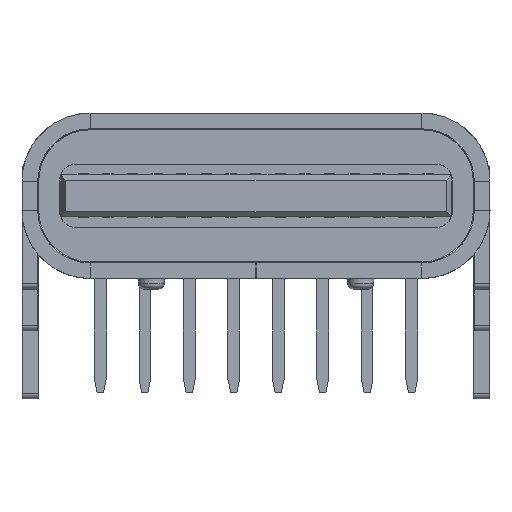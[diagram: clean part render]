
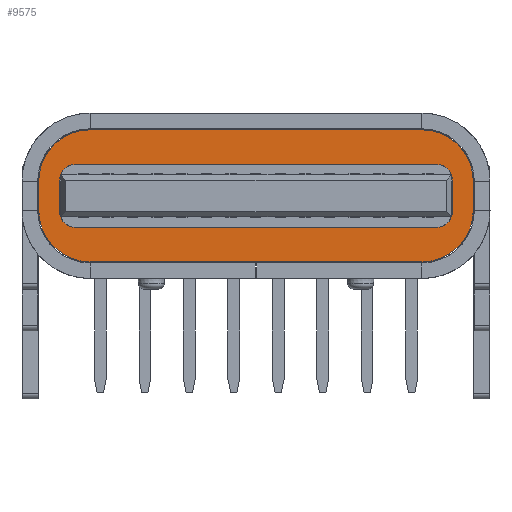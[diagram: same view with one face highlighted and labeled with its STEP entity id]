
A CAD part, front view. The second image highlights one B-rep face of the part: STEP entity #9575.
In plain terms, the highlighted planar face has unit normal (0, -1, 0).
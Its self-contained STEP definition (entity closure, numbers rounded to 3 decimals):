
#44 = CIRCLE ( 'NONE', #19003, 0.3 ) ;
#479 = ORIENTED_EDGE ( 'NONE', *, *, #8381, .F. ) ;
#1146 = VECTOR ( 'NONE', #3449, 1000. ) ;
#1230 = AXIS2_PLACEMENT_3D ( 'NONE', #16304, #5975, #9062 ) ;
#1322 = CARTESIAN_POINT ( 'NONE',  ( -3.45, 1.585, 2.08 ) ) ;
#1555 = PLANE ( 'NONE',  #1230 ) ;
#1727 = DIRECTION ( 'NONE',  ( 0., 0., 1. ) ) ;
#1876 = CARTESIAN_POINT ( 'NONE',  ( 3.17, 1.585, 3.04 ) ) ;
#1908 = DIRECTION ( 'NONE',  ( 0., 0., 1. ) ) ;
#2165 = CARTESIAN_POINT ( 'NONE',  ( 3.17, 1.585, 1.5 ) ) ;
#2223 = LINE ( 'NONE', #25496, #30514 ) ;
#2254 = AXIS2_PLACEMENT_3D ( 'NONE', #1322, #11168, #9160 ) ;
#2850 = EDGE_CURVE ( 'NONE', #28252, #6962, #44, .T. ) ;
#3237 = EDGE_CURVE ( 'NONE', #24807, #15999, #15807, .T. ) ;
#3449 = DIRECTION ( 'NONE',  ( -1., 0., 0. ) ) ;
#3454 = VECTOR ( 'NONE', #31337, 1000. ) ;
#3578 = CARTESIAN_POINT ( 'NONE',  ( -0.01, 1.585, 0.52 ) ) ;
#4176 = EDGE_CURVE ( 'NONE', #10073, #4243, #28659, .T. ) ;
#4243 = VERTEX_POINT ( 'NONE', #16754 ) ;
#4913 = ORIENTED_EDGE ( 'NONE', *, *, #12441, .F. ) ;
#5110 = ORIENTED_EDGE ( 'NONE', *, *, #3237, .F. ) ;
#5418 = VERTEX_POINT ( 'NONE', #19566 ) ;
#5673 = DIRECTION ( 'NONE',  ( 0., 1., 0. ) ) ;
#5760 = VERTEX_POINT ( 'NONE', #14949 ) ;
#5975 = DIRECTION ( 'NONE',  ( 0., 1., 0. ) ) ;
#6548 = EDGE_CURVE ( 'NONE', #12746, #28022, #25685, .T. ) ;
#6962 = VERTEX_POINT ( 'NONE', #24119 ) ;
#7539 = DIRECTION ( 'NONE',  ( 0., 1., 0. ) ) ;
#7696 = CARTESIAN_POINT ( 'NONE',  ( -3.45, 1.585, 1.48 ) ) ;
#7707 = DIRECTION ( 'NONE',  ( 0., 0., 1. ) ) ;
#8203 = ORIENTED_EDGE ( 'NONE', *, *, #6548, .F. ) ;
#8381 = EDGE_CURVE ( 'NONE', #11175, #10073, #29270, .T. ) ;
#8671 = EDGE_CURVE ( 'NONE', #9344, #28252, #32628, .T. ) ;
#9062 = DIRECTION ( 'NONE',  ( 0., 0., 1. ) ) ;
#9160 = DIRECTION ( 'NONE',  ( 0., 0., 1. ) ) ;
#9234 = CARTESIAN_POINT ( 'NONE',  ( -3.45, 1.585, 2.38 ) ) ;
#9257 = AXIS2_PLACEMENT_3D ( 'NONE', #2165, #30479, #17924 ) ;
#9344 = VERTEX_POINT ( 'NONE', #12520 ) ;
#9575 = ADVANCED_FACE ( 'NONE', ( #24181, #22032 ), #1555, .F. ) ;
#10073 = VERTEX_POINT ( 'NONE', #33307 ) ;
#10122 = VECTOR ( 'NONE', #26628, 1000. ) ;
#10506 = CARTESIAN_POINT ( 'NONE',  ( 3.45, 1.585, 1.18 ) ) ;
#10521 = ORIENTED_EDGE ( 'NONE', *, *, #31977, .F. ) ;
#10727 = CARTESIAN_POINT ( 'NONE',  ( -3.17, 1.585, 2.06 ) ) ;
#11168 = DIRECTION ( 'NONE',  ( 0., -1., 0. ) ) ;
#11175 = VERTEX_POINT ( 'NONE', #1876 ) ;
#11278 = EDGE_LOOP ( 'NONE', ( #30477, #25387, #29831, #479, #4913, #8203, #24381, #10521 ) ) ;
#11290 = CARTESIAN_POINT ( 'NONE',  ( 3.75, 1.585, 2.08 ) ) ;
#11613 = VERTEX_POINT ( 'NONE', #11290 ) ;
#11616 = ORIENTED_EDGE ( 'NONE', *, *, #25034, .F. ) ;
#11843 = EDGE_CURVE ( 'NONE', #21386, #24807, #26532, .T. ) ;
#11943 = LINE ( 'NONE', #29925, #28661 ) ;
#12253 = DIRECTION ( 'NONE',  ( 1., 0., 0. ) ) ;
#12276 = VERTEX_POINT ( 'NONE', #18573 ) ;
#12341 = VERTEX_POINT ( 'NONE', #21593 ) ;
#12441 = EDGE_CURVE ( 'NONE', #28022, #11175, #11943, .T. ) ;
#12520 = CARTESIAN_POINT ( 'NONE',  ( -3.45, 1.585, 1.18 ) ) ;
#12746 = VERTEX_POINT ( 'NONE', #21548 ) ;
#13181 = AXIS2_PLACEMENT_3D ( 'NONE', #21059, #5673, #25884 ) ;
#13242 = LINE ( 'NONE', #3578, #17172 ) ;
#13373 = CARTESIAN_POINT ( 'NONE',  ( 4.15, 1.585, 2.06 ) ) ;
#13551 = CARTESIAN_POINT ( 'NONE',  ( -3.75, 1.585, 2.08 ) ) ;
#14646 = CARTESIAN_POINT ( 'NONE',  ( 3.45, 1.585, 1.18 ) ) ;
#14894 = VECTOR ( 'NONE', #12253, 1000. ) ;
#14912 = ORIENTED_EDGE ( 'NONE', *, *, #19168, .F. ) ;
#14949 = CARTESIAN_POINT ( 'NONE',  ( -4.15, 1.585, 1.5 ) ) ;
#15315 = AXIS2_PLACEMENT_3D ( 'NONE', #25345, #20179, #1908 ) ;
#15754 = ORIENTED_EDGE ( 'NONE', *, *, #11843, .F. ) ;
#15807 = CIRCLE ( 'NONE', #2254, 0.3 ) ;
#15999 = VERTEX_POINT ( 'NONE', #22968 ) ;
#16006 = EDGE_CURVE ( 'NONE', #12746, #5760, #2223, .T. ) ;
#16304 = CARTESIAN_POINT ( 'NONE',  ( -3.17, 1.585, 1.5 ) ) ;
#16754 = CARTESIAN_POINT ( 'NONE',  ( 4.15, 1.585, 1.5 ) ) ;
#16780 = CIRCLE ( 'NONE', #9257, 0.98 ) ;
#17118 = EDGE_CURVE ( 'NONE', #12341, #12276, #13242, .T. ) ;
#17172 = VECTOR ( 'NONE', #31873, 1000. ) ;
#17924 = DIRECTION ( 'NONE',  ( 0., 0., 1. ) ) ;
#18573 = CARTESIAN_POINT ( 'NONE',  ( -3.17, 1.585, 0.52 ) ) ;
#19003 = AXIS2_PLACEMENT_3D ( 'NONE', #29054, #21716, #31421 ) ;
#19168 = EDGE_CURVE ( 'NONE', #5418, #9344, #27503, .T. ) ;
#19566 = CARTESIAN_POINT ( 'NONE',  ( -3.75, 1.585, 1.48 ) ) ;
#20044 = DIRECTION ( 'NONE',  ( 1., 0., 0. ) ) ;
#20179 = DIRECTION ( 'NONE',  ( 0., 1., 0. ) ) ;
#20899 = AXIS2_PLACEMENT_3D ( 'NONE', #21709, #26541, #27036 ) ;
#21059 = CARTESIAN_POINT ( 'NONE',  ( 3.17, 1.585, 2.06 ) ) ;
#21119 = LINE ( 'NONE', #13551, #30559 ) ;
#21386 = VERTEX_POINT ( 'NONE', #33308 ) ;
#21548 = CARTESIAN_POINT ( 'NONE',  ( -4.15, 1.585, 2.06 ) ) ;
#21593 = CARTESIAN_POINT ( 'NONE',  ( 3.17, 1.585, 0.52 ) ) ;
#21683 = ORIENTED_EDGE ( 'NONE', *, *, #24719, .F. ) ;
#21709 = CARTESIAN_POINT ( 'NONE',  ( 3.45, 1.585, 2.08 ) ) ;
#21716 = DIRECTION ( 'NONE',  ( 0., -1., 0. ) ) ;
#21958 = LINE ( 'NONE', #29643, #10122 ) ;
#22032 = FACE_BOUND ( 'NONE', #29398, .T. ) ;
#22950 = CIRCLE ( 'NONE', #20899, 0.3 ) ;
#22968 = CARTESIAN_POINT ( 'NONE',  ( -3.75, 1.585, 2.08 ) ) ;
#23333 = CARTESIAN_POINT ( 'NONE',  ( -3.17, 1.585, 3.04 ) ) ;
#23349 = CIRCLE ( 'NONE', #15315, 0.98 ) ;
#23771 = DIRECTION ( 'NONE',  ( 0., 0., -1. ) ) ;
#24119 = CARTESIAN_POINT ( 'NONE',  ( 3.75, 1.585, 1.48 ) ) ;
#24181 = FACE_OUTER_BOUND ( 'NONE', #11278, .T. ) ;
#24381 = ORIENTED_EDGE ( 'NONE', *, *, #16006, .T. ) ;
#24719 = EDGE_CURVE ( 'NONE', #11613, #21386, #22950, .T. ) ;
#24807 = VERTEX_POINT ( 'NONE', #9234 ) ;
#25017 = DIRECTION ( 'NONE',  ( 0., -1., 0. ) ) ;
#25034 = EDGE_CURVE ( 'NONE', #6962, #11613, #21958, .T. ) ;
#25345 = CARTESIAN_POINT ( 'NONE',  ( -3.17, 1.585, 1.5 ) ) ;
#25387 = ORIENTED_EDGE ( 'NONE', *, *, #28253, .F. ) ;
#25496 = CARTESIAN_POINT ( 'NONE',  ( -4.15, 1.585, 2.06 ) ) ;
#25685 = CIRCLE ( 'NONE', #27934, 0.98 ) ;
#25781 = EDGE_CURVE ( 'NONE', #15999, #5418, #21119, .T. ) ;
#25884 = DIRECTION ( 'NONE',  ( 0., 0., 1. ) ) ;
#26532 = LINE ( 'NONE', #26694, #1146 ) ;
#26541 = DIRECTION ( 'NONE',  ( 0., -1., 0. ) ) ;
#26628 = DIRECTION ( 'NONE',  ( 0., 0., 1. ) ) ;
#26694 = CARTESIAN_POINT ( 'NONE',  ( 3.45, 1.585, 2.38 ) ) ;
#27036 = DIRECTION ( 'NONE',  ( 0., 0., 1. ) ) ;
#27503 = CIRCLE ( 'NONE', #28040, 0.3 ) ;
#27843 = ORIENTED_EDGE ( 'NONE', *, *, #25781, .F. ) ;
#27934 = AXIS2_PLACEMENT_3D ( 'NONE', #10727, #7539, #7707 ) ;
#28022 = VERTEX_POINT ( 'NONE', #23333 ) ;
#28040 = AXIS2_PLACEMENT_3D ( 'NONE', #7696, #25017, #1727 ) ;
#28252 = VERTEX_POINT ( 'NONE', #10506 ) ;
#28253 = EDGE_CURVE ( 'NONE', #4243, #12341, #16780, .T. ) ;
#28659 = LINE ( 'NONE', #13373, #3454 ) ;
#28661 = VECTOR ( 'NONE', #20044, 1000. ) ;
#29054 = CARTESIAN_POINT ( 'NONE',  ( 3.45, 1.585, 1.48 ) ) ;
#29270 = CIRCLE ( 'NONE', #13181, 0.98 ) ;
#29398 = EDGE_LOOP ( 'NONE', ( #30207, #30101, #14912, #27843, #5110, #15754, #21683, #11616 ) ) ;
#29643 = CARTESIAN_POINT ( 'NONE',  ( 3.75, 1.585, 2.08 ) ) ;
#29831 = ORIENTED_EDGE ( 'NONE', *, *, #4176, .F. ) ;
#29925 = CARTESIAN_POINT ( 'NONE',  ( -3.17, 1.585, 3.04 ) ) ;
#30043 = DIRECTION ( 'NONE',  ( 0., 0., -1. ) ) ;
#30101 = ORIENTED_EDGE ( 'NONE', *, *, #8671, .F. ) ;
#30207 = ORIENTED_EDGE ( 'NONE', *, *, #2850, .F. ) ;
#30477 = ORIENTED_EDGE ( 'NONE', *, *, #17118, .F. ) ;
#30479 = DIRECTION ( 'NONE',  ( 0., 1., 0. ) ) ;
#30514 = VECTOR ( 'NONE', #30043, 1000. ) ;
#30559 = VECTOR ( 'NONE', #23771, 1000. ) ;
#31337 = DIRECTION ( 'NONE',  ( 0., 0., -1. ) ) ;
#31421 = DIRECTION ( 'NONE',  ( 0., 0., 1. ) ) ;
#31873 = DIRECTION ( 'NONE',  ( -1., 0., 0. ) ) ;
#31977 = EDGE_CURVE ( 'NONE', #12276, #5760, #23349, .T. ) ;
#32628 = LINE ( 'NONE', #14646, #14894 ) ;
#33307 = CARTESIAN_POINT ( 'NONE',  ( 4.15, 1.585, 2.06 ) ) ;
#33308 = CARTESIAN_POINT ( 'NONE',  ( 3.45, 1.585, 2.38 ) ) ;
